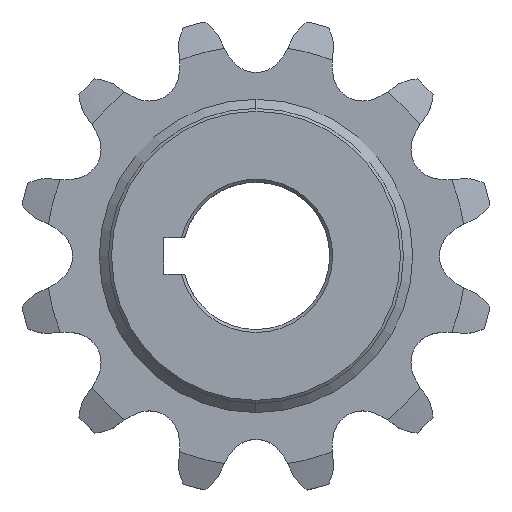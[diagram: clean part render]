
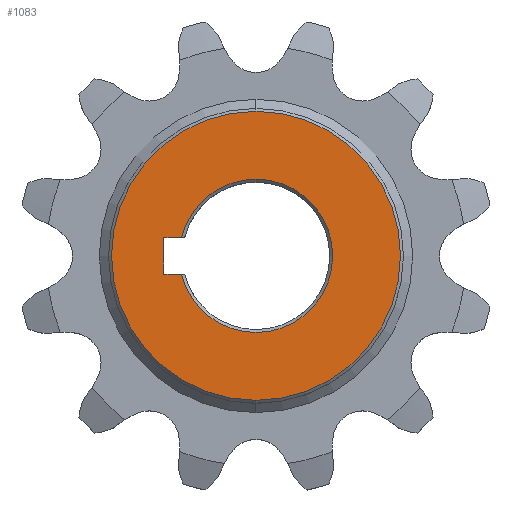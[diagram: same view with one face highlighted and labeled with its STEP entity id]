
A CAD part, top view. The second image highlights one B-rep face of the part: STEP entity #1083.
In plain terms, the highlighted planar face has unit normal (0, 0, 1).
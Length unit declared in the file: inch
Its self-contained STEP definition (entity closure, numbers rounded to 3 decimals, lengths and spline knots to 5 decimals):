
#73 = FACE_OUTER_BOUND ( 'NONE', #1903, .T. ) ;
#95 = CARTESIAN_POINT ( 'NONE',  ( 0., 0.0625, 0.245 ) ) ;
#171 = DIRECTION ( 'NONE',  ( -1., 0., 0. ) ) ;
#176 = EDGE_CURVE ( 'NONE', #373, #3762, #688, .T. ) ;
#227 = ORIENTED_EDGE ( 'NONE', *, *, #4721, .F. ) ;
#361 = AXIS2_PLACEMENT_3D ( 'NONE', #1035, #3707, #739 ) ;
#373 = VERTEX_POINT ( 'NONE', #4053 ) ;
#381 = DIRECTION ( 'NONE',  ( 0., -1., 0. ) ) ;
#427 = EDGE_CURVE ( 'NONE', #3574, #373, #1871, .T. ) ;
#436 = CARTESIAN_POINT ( 'NONE',  ( 0., -0.49, 0.245 ) ) ;
#553 = VERTEX_POINT ( 'NONE', #1723 ) ;
#644 = DIRECTION ( 'NONE',  ( 0., 0., 1. ) ) ;
#688 = CIRCLE ( 'NONE', #3564, 0.26 ) ;
#739 = DIRECTION ( 'NONE',  ( 0., 1., 0. ) ) ;
#753 = DIRECTION ( 'NONE',  ( 0., 0., 1. ) ) ;
#900 = CARTESIAN_POINT ( 'NONE',  ( -0.25238, 0.0625, 0.245 ) ) ;
#904 = LINE ( 'NONE', #4380, #2807 ) ;
#992 = EDGE_CURVE ( 'NONE', #2660, #4495, #4516, .T. ) ;
#1035 = CARTESIAN_POINT ( 'NONE',  ( 0., 0., 0.245 ) ) ;
#1063 = DIRECTION ( 'NONE',  ( 1., 0., 0. ) ) ;
#1083 = ADVANCED_FACE ( 'NONE', ( #3002, #73 ), #2436, .F. ) ;
#1117 = EDGE_CURVE ( 'NONE', #4495, #2660, #3903, .T. ) ;
#1124 = DIRECTION ( 'NONE',  ( 0., -1., 0. ) ) ;
#1137 = VERTEX_POINT ( 'NONE', #900 ) ;
#1216 = EDGE_CURVE ( 'NONE', #1137, #553, #4029, .T. ) ;
#1238 = CARTESIAN_POINT ( 'NONE',  ( 0., 0.49, 0.245 ) ) ;
#1239 = ORIENTED_EDGE ( 'NONE', *, *, #2874, .T. ) ;
#1449 = LINE ( 'NONE', #3780, #2460 ) ;
#1480 = AXIS2_PLACEMENT_3D ( 'NONE', #3405, #2246, #3143 ) ;
#1599 = EDGE_CURVE ( 'NONE', #3623, #3574, #1449, .T. ) ;
#1723 = CARTESIAN_POINT ( 'NONE',  ( -0.3125, 0.0625, 0.245 ) ) ;
#1871 = CIRCLE ( 'NONE', #4246, 0.26 ) ;
#1895 = CARTESIAN_POINT ( 'NONE',  ( -0.3125, -0.0625, 0.245 ) ) ;
#1903 = EDGE_LOOP ( 'NONE', ( #2213, #4366 ) ) ;
#1968 = CARTESIAN_POINT ( 'NONE',  ( 0., 0., 0.245 ) ) ;
#2213 = ORIENTED_EDGE ( 'NONE', *, *, #1117, .F. ) ;
#2246 = DIRECTION ( 'NONE',  ( 0., 0., -1. ) ) ;
#2318 = DIRECTION ( 'NONE',  ( 0., 0., -1. ) ) ;
#2436 = PLANE ( 'NONE',  #4821 ) ;
#2460 = VECTOR ( 'NONE', #1063, 39.37008 ) ;
#2657 = DIRECTION ( 'NONE',  ( 0., 0., 1. ) ) ;
#2660 = VERTEX_POINT ( 'NONE', #436 ) ;
#2671 = CARTESIAN_POINT ( 'NONE',  ( 0., 0., 0.245 ) ) ;
#2780 = ORIENTED_EDGE ( 'NONE', *, *, #176, .F. ) ;
#2807 = VECTOR ( 'NONE', #2834, 39.37008 ) ;
#2834 = DIRECTION ( 'NONE',  ( 0., 1., 0. ) ) ;
#2874 = EDGE_CURVE ( 'NONE', #3623, #553, #904, .T. ) ;
#2891 = ORIENTED_EDGE ( 'NONE', *, *, #1599, .F. ) ;
#2932 = CARTESIAN_POINT ( 'NONE',  ( 0., 0., 0.245 ) ) ;
#2970 = CARTESIAN_POINT ( 'NONE',  ( 0., 0., 0.245 ) ) ;
#3002 = FACE_BOUND ( 'NONE', #3558, .T. ) ;
#3143 = DIRECTION ( 'NONE',  ( 0., 1., 0. ) ) ;
#3165 = CARTESIAN_POINT ( 'NONE',  ( 0., 0.26, 0.245 ) ) ;
#3322 = DIRECTION ( 'NONE',  ( 0., -1., 0. ) ) ;
#3405 = CARTESIAN_POINT ( 'NONE',  ( 0., 0., 0.245 ) ) ;
#3436 = ORIENTED_EDGE ( 'NONE', *, *, #427, .F. ) ;
#3548 = VECTOR ( 'NONE', #4274, 39.37008 ) ;
#3558 = EDGE_LOOP ( 'NONE', ( #3436, #2891, #1239, #4018, #227, #2780 ) ) ;
#3564 = AXIS2_PLACEMENT_3D ( 'NONE', #2970, #2657, #1124 ) ;
#3574 = VERTEX_POINT ( 'NONE', #4173 ) ;
#3623 = VERTEX_POINT ( 'NONE', #1895 ) ;
#3639 = CIRCLE ( 'NONE', #4762, 0.26 ) ;
#3707 = DIRECTION ( 'NONE',  ( 0., 0., -1. ) ) ;
#3762 = VERTEX_POINT ( 'NONE', #3165 ) ;
#3780 = CARTESIAN_POINT ( 'NONE',  ( 0., -0.0625, 0.245 ) ) ;
#3903 = CIRCLE ( 'NONE', #361, 0.49 ) ;
#4018 = ORIENTED_EDGE ( 'NONE', *, *, #1216, .F. ) ;
#4029 = LINE ( 'NONE', #95, #3548 ) ;
#4053 = CARTESIAN_POINT ( 'NONE',  ( 0., -0.26, 0.245 ) ) ;
#4173 = CARTESIAN_POINT ( 'NONE',  ( -0.25238, -0.0625, 0.245 ) ) ;
#4246 = AXIS2_PLACEMENT_3D ( 'NONE', #1968, #753, #381 ) ;
#4274 = DIRECTION ( 'NONE',  ( -1., 0., 0. ) ) ;
#4366 = ORIENTED_EDGE ( 'NONE', *, *, #992, .F. ) ;
#4380 = CARTESIAN_POINT ( 'NONE',  ( -0.3125, 0.0625, 0.245 ) ) ;
#4495 = VERTEX_POINT ( 'NONE', #1238 ) ;
#4516 = CIRCLE ( 'NONE', #1480, 0.49 ) ;
#4721 = EDGE_CURVE ( 'NONE', #3762, #1137, #3639, .T. ) ;
#4762 = AXIS2_PLACEMENT_3D ( 'NONE', #2932, #644, #3322 ) ;
#4821 = AXIS2_PLACEMENT_3D ( 'NONE', #2671, #2318, #171 ) ;
